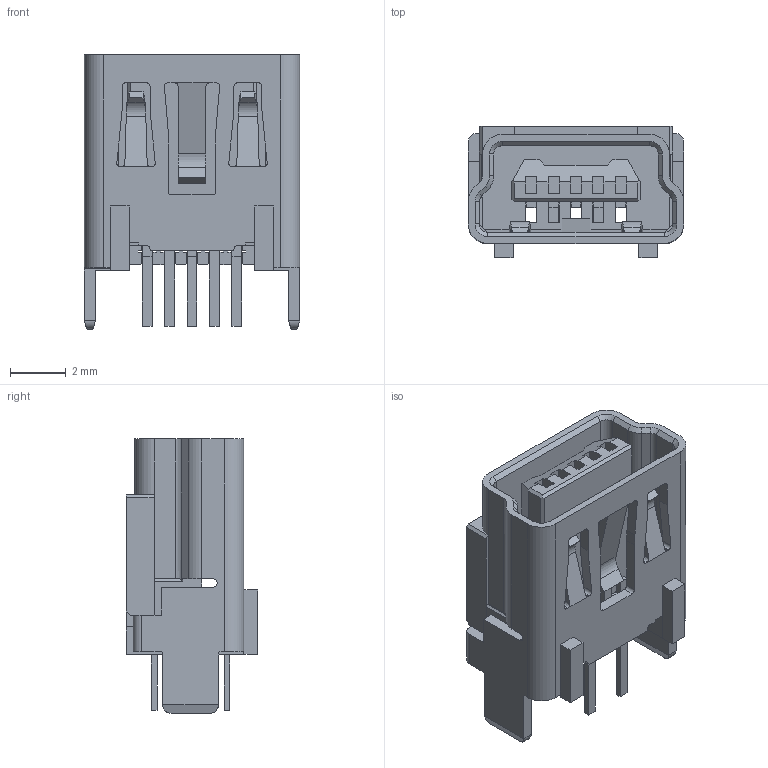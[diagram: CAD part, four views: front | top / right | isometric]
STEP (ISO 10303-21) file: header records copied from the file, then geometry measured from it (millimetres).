
FILE_DESCRIPTION((''),'2;1');
FILE_NAME('MOLEX_500075-1517.stp','2012-07-25T10:23:06',(''),(''),'Mechanical Desktop 2011','Mechanical Desktop 2011',', , ');
FILE_SCHEMA(('AUTOMOTIVE_DESIGN { 1 2 10303 214 1 1 1 1 }'));
Length unit declared in the file: millimetre
Products named in the file (1): Product
Bounding box: 7.7 x 4.7 x 9.8 mm (x, y, z)
Volume: 128.9 mm3; surface area: 676.3 mm2
Topology: 18 solids, 18 shells, 465 faces, 1256 edges, 818 vertices
Faces by surface type: plane 323, bspline 74, cylinder 56, cone 8, torus 4
Entity records: 14874 total; most frequent: CARTESIAN_POINT 3278, ORIENTED_EDGE 2512, DIRECTION 2134, EDGE_CURVE 1256, VECTOR 1082, LINE 1082, VERTEX_POINT 818, AXIS2_PLACEMENT_3D 526
